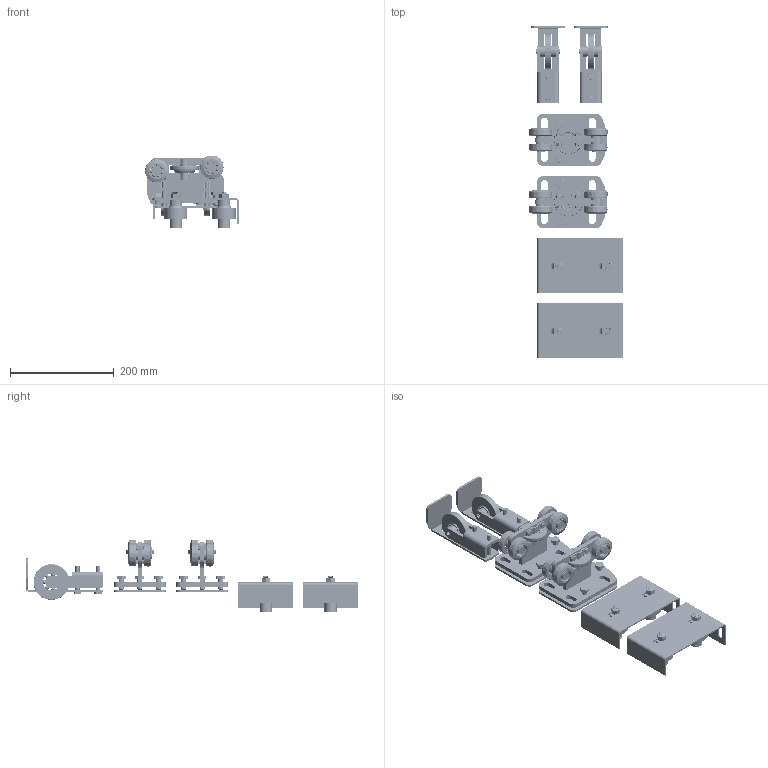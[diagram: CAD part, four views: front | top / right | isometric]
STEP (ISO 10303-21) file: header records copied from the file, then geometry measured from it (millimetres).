
FILE_DESCRIPTION(/* description */ (''),/* implementation_level */ '2;1');
FILE_NAME(/* name */ '.stp',/* time_stamp */ '2019-08-20T08:25:02+02:00',/* author */ ('ga'),/* organization */ (''),/* preprocessor_version */ 'ST-DEVELOPER v17.2',/* originating_system */ 'Autodesk Inventor 2019',/* authorisation */ '');
FILE_SCHEMA (('AUTOMOTIVE_DESIGN { 1 0 10303 214 3 1 1 }'));
Length unit declared in the file: millimetre
Products named in the file (36): Ensemble2; 9952PAF; Embase Ass. 9952PAF; Embase 52paf; 20618; 15944; Contre-plaque 9952PAF; 20623; 20624; 20625; 20622; GALB45S; 20621; 09180; 09065; 14988; 04510; 06021; 04723; GALB55S; 21651; 09098; 09105 NF E 22-165 - 28x1.2; 1051G; 20353A; 20356; 04522; 20354; 20355; 09137; 1062; 17060; 1092V_c; 16715; 15741; Ecrou_M10
Assembly tree (62 placements, depth 4):
  Ensemble2
    9952PAF  x2
      Embase Ass. 9952PAF
        Embase 52paf
        20618
      GALB45S
        20621
        09180
        09065
      15944
      Contre-plaque 9952PAF
      20623
      20624
      20625
      20622
      14988
      04510
      06021
      04723
      GALB55S
        21651
        09098
        09105 NF E 22-165 - 28x1.2
    1051G  x2
      20353A
      20356
      04522
      20354
      20355
      09137
    1062  x2
      17060
      1092V_c
      16715
      15741
      Ecrou_M10
Bounding box: 180.49 x 639 x 140.49 mm (x, y, z)
Volume: 1240533.7 mm3; surface area: 625062.8 mm2
Topology: 198 solids, 200 shells, 2318 faces, 6188 edges, 4196 vertices
Faces by surface type: plane 904, cylinder 812, torus 308, cone 166, sphere 102, bspline 26
Full cylindrical faces by diameter (mm): 1.69 x2, 2 x4, 2.5 x16, 4.917 x8, 6 x8, 6.2 x16, 6.5 x8, 6.647 x4, 7.8 x2, 8 x12, 8.376 x6, 8.5 x4, 8.526 x16, 9 x4, 9.182 x8, 9.9 x2, 10 x66, 10.1 x2, 11.8 x4, 11.9 x6, 12 x12, 12.1 x4, 12.2 x8, 15.5 x4, 16 x8, 17 x14, 17.216 x8, 18.52 x16, 20 x8, 21 x4
Entity records: 26309 total; most frequent: CARTESIAN_POINT 7420, DIRECTION 3966, ORIENTED_EDGE 3500, EDGE_CURVE 1750, AXIS2_PLACEMENT_3D 1645, VERTEX_POINT 1249, CIRCLE 909, EDGE_LOOP 811
